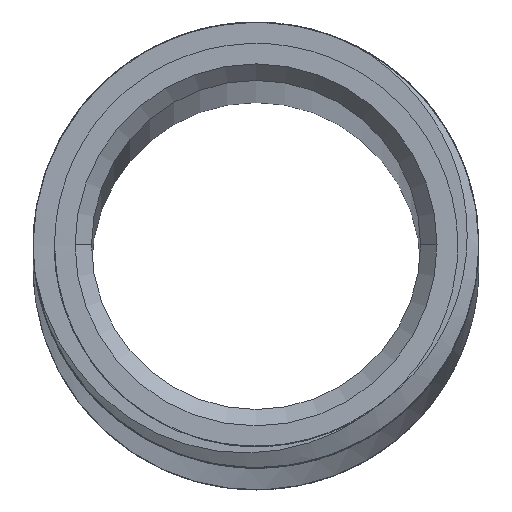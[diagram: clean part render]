
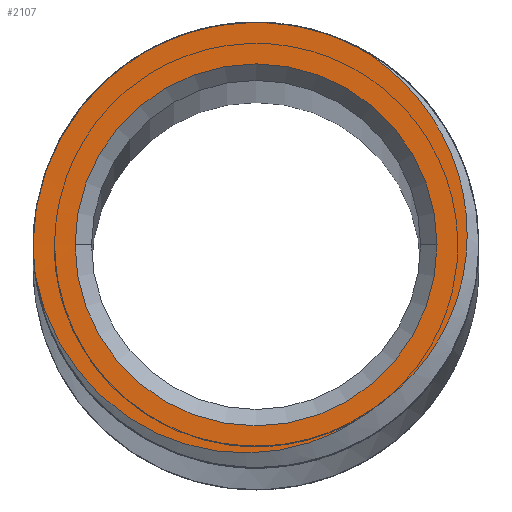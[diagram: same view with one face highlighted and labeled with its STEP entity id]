
A CAD part, top view. The second image highlights one B-rep face of the part: STEP entity #2107.
In plain terms, the highlighted planar face has unit normal (0, 0, 1).
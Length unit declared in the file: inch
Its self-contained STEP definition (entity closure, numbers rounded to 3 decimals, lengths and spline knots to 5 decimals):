
#88=CARTESIAN_POINT('',(0.,0.,12.));
#89=DIRECTION('',(0.,0.,-1.));
#90=DIRECTION('',(-1.,0.,0.));
#91=AXIS2_PLACEMENT_3D('',#88,#89,#90);
#93=CARTESIAN_POINT('',(0.,0.,12.));
#94=DIRECTION('',(0.,0.,-1.));
#95=DIRECTION('',(1.,0.,0.));
#96=AXIS2_PLACEMENT_3D('',#93,#94,#95);
#98=CARTESIAN_POINT('',(0.22277,-0.30662,12.));
#99=CARTESIAN_POINT('',(0.25544,-0.28536,12.));
#100=CARTESIAN_POINT('',(0.31204,-0.23514,12.));
#101=CARTESIAN_POINT('',(0.37507,-0.13049,12.));
#102=CARTESIAN_POINT('',(0.40237,-0.01388,12.));
#103=CARTESIAN_POINT('',(0.39443,0.10659,12.));
#104=CARTESIAN_POINT('',(0.35055,0.22122,12.));
#105=CARTESIAN_POINT('',(0.27392,0.3186,12.));
#106=CARTESIAN_POINT('',(0.20622,0.36615,12.));
#107=CARTESIAN_POINT('',(0.16735,0.38522,12.));
#109=CARTESIAN_POINT('',(-0.41603,-0.05763,12.));
#110=CARTESIAN_POINT('',(-0.40979,-0.09097,12.));
#111=CARTESIAN_POINT('',(-0.3899,-0.15368,12.));
#112=CARTESIAN_POINT('',(-0.33951,-0.23761,12.));
#113=CARTESIAN_POINT('',(-0.27114,-0.30753,12.));
#114=CARTESIAN_POINT('',(-0.18155,-0.36276,12.));
#115=CARTESIAN_POINT('',(-0.07418,-0.39351,12.));
#116=CARTESIAN_POINT('',(0.0361,-0.39296,12.));
#117=CARTESIAN_POINT('',(0.13738,-0.36378,12.));
#118=CARTESIAN_POINT('',(0.1957,-0.32854,12.));
#119=CARTESIAN_POINT('',(0.22277,-0.30662,12.));
#121=CARTESIAN_POINT('',(-0.42011,-0.00001,
11.99928));
#122=CARTESIAN_POINT('',(-0.42011,-0.00966,
11.99928));
#123=CARTESIAN_POINT('',(-0.41928,-0.0289,
12.00036));
#124=CARTESIAN_POINT('',(-0.41735,-0.04807,12.));
#125=CARTESIAN_POINT('',(-0.41603,-0.05763,12.));
#127=CARTESIAN_POINT('',(0.16735,0.38522,12.));
#128=CARTESIAN_POINT('',(0.14907,0.39316,12.));
#129=CARTESIAN_POINT('',(0.11179,0.4063,12.));
#130=CARTESIAN_POINT('',(0.05331,0.41802,12.));
#131=CARTESIAN_POINT('',(-0.00614,0.42136,
12.));
#132=CARTESIAN_POINT('',(-0.0655,0.41628,
12.));
#133=CARTESIAN_POINT('',(-0.12354,0.40289,
12.));
#134=CARTESIAN_POINT('',(-0.17911,0.38144,
12.));
#135=CARTESIAN_POINT('',(-0.23111,0.35238,
12.));
#136=CARTESIAN_POINT('',(-0.27848,0.31627,
12.));
#137=CARTESIAN_POINT('',(-0.3203,0.27384,
12.));
#138=CARTESIAN_POINT('',(-0.35571,0.22595,
11.99999));
#139=CARTESIAN_POINT('',(-0.38401,0.17353,
12.00002));
#140=CARTESIAN_POINT('',(-0.40466,0.11767,
11.99991));
#141=CARTESIAN_POINT('',(-0.41714,0.05936,
12.00034));
#142=CARTESIAN_POINT('',(-0.42011,0.01993,
11.99928));
#143=CARTESIAN_POINT('',(-0.42011,-0.00001,
11.99928));
#301=CARTESIAN_POINT('',(-0.42011,-0.00001,
11.99928));
#1893=CARTESIAN_POINT('',(-0.34099,0.,12.));
#1894=CARTESIAN_POINT('',(0.34099,0.,12.));
#1895=VERTEX_POINT('',#1893);
#1896=VERTEX_POINT('',#1894);
#1912=VERTEX_POINT('',#98);
#1913=VERTEX_POINT('',#107);
#1914=VERTEX_POINT('',#109);
#1921=VERTEX_POINT('',#301);
#2087=CARTESIAN_POINT('',(0.,0.,12.));
#2088=DIRECTION('',(0.,0.,1.));
#2089=DIRECTION('',(1.,0.,0.));
#2090=AXIS2_PLACEMENT_3D('',#2087,#2088,#2089);
#2091=PLANE('',#2090);
#2093=ORIENTED_EDGE('',*,*,#2092,.F.);
#2095=ORIENTED_EDGE('',*,*,#2094,.F.);
#2097=ORIENTED_EDGE('',*,*,#2096,.F.);
#2099=ORIENTED_EDGE('',*,*,#2098,.F.);
#2100=EDGE_LOOP('',(#2093,#2095,#2097,#2099));
#2101=FACE_OUTER_BOUND('',#2100,.F.);
#2103=ORIENTED_EDGE('',*,*,#2102,.F.);
#2104=ORIENTED_EDGE('',*,*,#2077,.F.);
#2105=EDGE_LOOP('',(#2103,#2104));
#2106=FACE_BOUND('',#2105,.F.);
#2107=ADVANCED_FACE('',(#2101,#2106),#2091,.T.);
#92=CIRCLE('',#91,0.34099);
#97=CIRCLE('',#96,0.34099);
#108=B_SPLINE_CURVE_WITH_KNOTS('',3,(#98,#99,#100,#101,#102,#103,#104,#105,#106,
#107),.UNSPECIFIED.,.F.,.F.,(4,1,1,1,1,1,1,4),(0.,0.14286,
0.28571,0.42857,0.57143,0.71429,
0.85714,1.),.UNSPECIFIED.);
#120=B_SPLINE_CURVE_WITH_KNOTS('',3,(#109,#110,#111,#112,#113,#114,#115,#116,
#117,#118,#119),.UNSPECIFIED.,.F.,.F.,(4,1,1,1,1,1,1,1,4),(0.,0.125,0.25,
0.375,0.5,0.625,0.75,0.875,1.),.UNSPECIFIED.);
#126=B_SPLINE_CURVE_WITH_KNOTS('',3,(#121,#122,#123,#124,#125),.UNSPECIFIED.,
.F.,.F.,(4,1,4),(0.,0.5,1.),.UNSPECIFIED.);
#144=B_SPLINE_CURVE_WITH_KNOTS('',3,(#127,#128,#129,#130,#131,#132,#133,#134,
#135,#136,#137,#138,#139,#140,#141,#142,#143),.UNSPECIFIED.,.F.,.F.,(4,1,1,1,1,
1,1,1,1,1,1,1,1,1,4),(0.,0.07143,0.14286,
0.21429,0.28571,0.35714,0.42857,0.5,
0.57143,0.64286,0.71429,0.78571,
0.85714,0.92857,1.),.UNSPECIFIED.);
#2077=EDGE_CURVE('',#1896,#1895,#97,.T.);
#2092=EDGE_CURVE('',#1912,#1913,#108,.T.);
#2094=EDGE_CURVE('',#1914,#1912,#120,.T.);
#2096=EDGE_CURVE('',#1921,#1914,#126,.T.);
#2098=EDGE_CURVE('',#1913,#1921,#144,.T.);
#2102=EDGE_CURVE('',#1895,#1896,#92,.T.);
